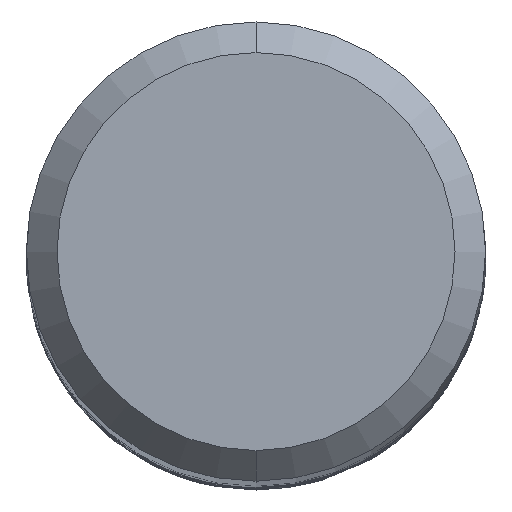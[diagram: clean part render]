
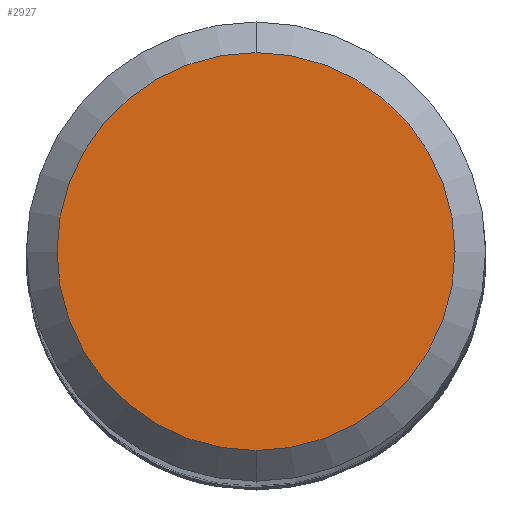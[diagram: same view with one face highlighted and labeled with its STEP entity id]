
A CAD part, top view. The second image highlights one B-rep face of the part: STEP entity #2927.
In plain terms, the highlighted planar face has unit normal (0, 0, 1).
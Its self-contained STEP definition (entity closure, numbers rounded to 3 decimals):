
#1753=EDGE_CURVE('',#2503,#3101,#4266,.T.);
#1847=EDGE_CURVE('',#3101,#2503,#4369,.T.);
#2503=VERTEX_POINT('',#5075);
#2927=ADVANCED_FACE('',(#5524),#5525,.T.);
#3101=VERTEX_POINT('',#5717);
#4266=CIRCLE('',#11266,2.6);
#4369=CIRCLE('',#12089,2.6);
#5075=CARTESIAN_POINT('',(0.0,2.6,0.0));
#5524=FACE_OUTER_BOUND('',#21759,.T.);
#5525=PLANE('',#21760);
#5717=CARTESIAN_POINT('',(0.,-2.6,0.0));
#11266=AXIS2_PLACEMENT_3D('',#31476,#31477,#31478);
#12089=AXIS2_PLACEMENT_3D('',#31580,#31581,#31582);
#21759=EDGE_LOOP('',(#32595,#32596));
#21760=AXIS2_PLACEMENT_3D('',#32597,#32598,#32599);
#31476=CARTESIAN_POINT('',(0.0,0.0,0.0));
#31477=DIRECTION('',(0.0,0.0,-1.0));
#31478=DIRECTION('',(0.0,1.0,0.0));
#31580=CARTESIAN_POINT('',(0.0,0.0,0.0));
#31581=DIRECTION('',(0.0,0.0,-1.0));
#31582=DIRECTION('',(0.0,1.0,0.0));
#32595=ORIENTED_EDGE('',*,*,#1753,.F.);
#32596=ORIENTED_EDGE('',*,*,#1847,.F.);
#32597=CARTESIAN_POINT('',(0.0,1.3,0.0));
#32598=DIRECTION('',(-0.0,0.0,1.0));
#32599=DIRECTION('',(0.0,-1.0,0.0));
